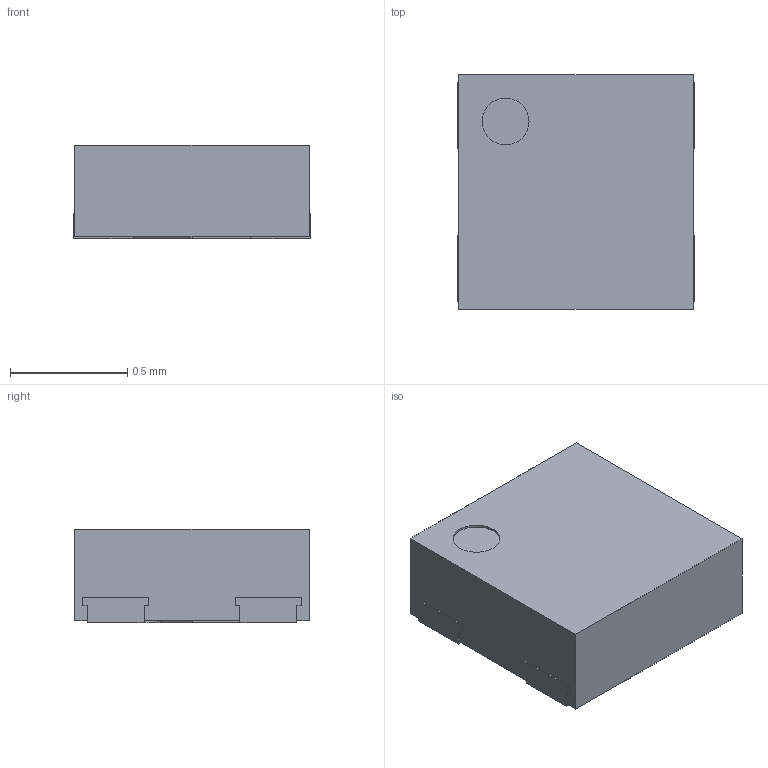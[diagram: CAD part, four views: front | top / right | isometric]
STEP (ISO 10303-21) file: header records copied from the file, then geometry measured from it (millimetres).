
FILE_DESCRIPTION(/* description */ (''),/* implementation_level */ '2;1');
FILE_NAME(/* name */ 'TI - X2SON-4 DQN0004A v0.step',/* time_stamp */ '2025-08-25T23:12:21+01:00',/* author */ (''),/* organization */ (''),/* preprocessor_version */ 'ST-DEVELOPER v20.1',/* originating_system */ 'Autodesk Translation Framework v14.10.0.0',/* authorisation */ '');
FILE_SCHEMA (('AUTOMOTIVE_DESIGN { 1 0 10303 214 3 1 1 }'));
Length unit declared in the file: millimetre
Products named in the file (1): TI - X2SON-4 DQN0004A
Bounding box: 1.01 x 1 x 0.4 mm (x, y, z)
Volume: 0.4 mm3; surface area: 3.6 mm2
Topology: 1 solids, 1 shells, 59 faces, 165 edges, 110 vertices
Faces by surface type: plane 57, cylinder 2
Full cylindrical faces by diameter (mm): 0.2 x1
Entity records: 1925 total; most frequent: CARTESIAN_POINT 335, ORIENTED_EDGE 330, DIRECTION 289, EDGE_CURVE 165, LINE 161, VECTOR 161, VERTEX_POINT 110, AXIS2_PLACEMENT_3D 64
